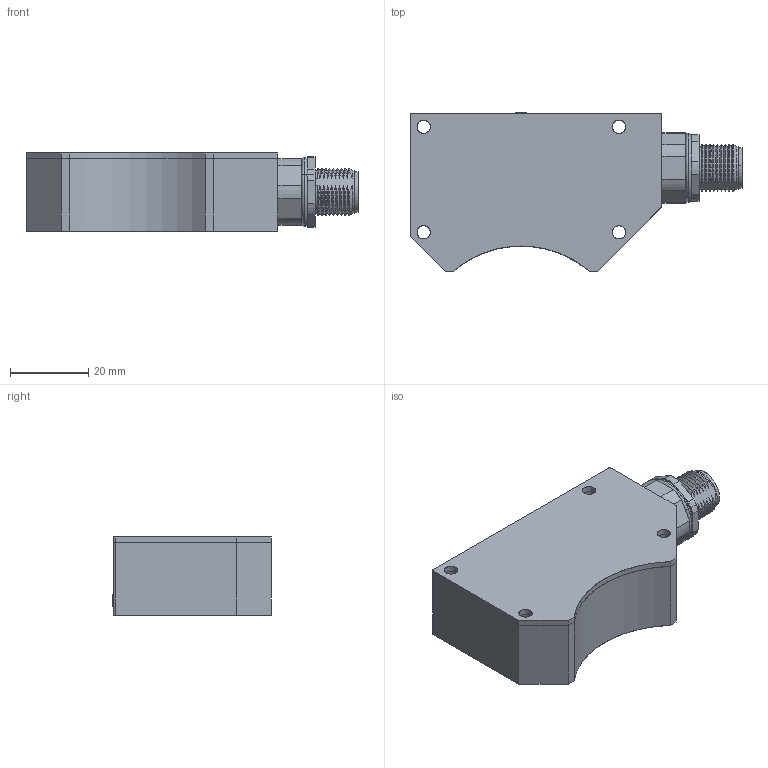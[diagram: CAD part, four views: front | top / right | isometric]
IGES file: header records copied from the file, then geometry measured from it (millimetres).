
Start section: SolidWorks IGES file using analytic representation for surfaces
Global section: file name: 12_15_00_000_RMAX3_V2_M12.IGS; native system: SolidWorks 2009; preprocessor: SolidWorks 2009; author: Admin; date: 141205.142420; units: millimetre
Bounding box: 85 x 40.7 x 20 mm (x, y, z)
Surface area: 22511.7 mm2 (no closed solid volume)
Topology: 0 solids, 0 shells, 505 faces, 6413 edges, 6385 vertices
Faces by surface type: revolution 319, bspline 186
